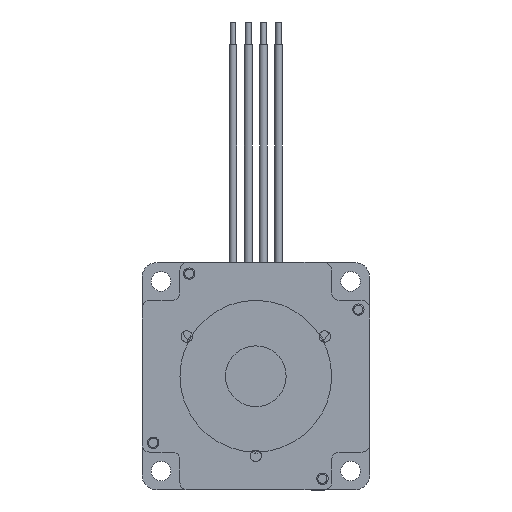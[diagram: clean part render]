
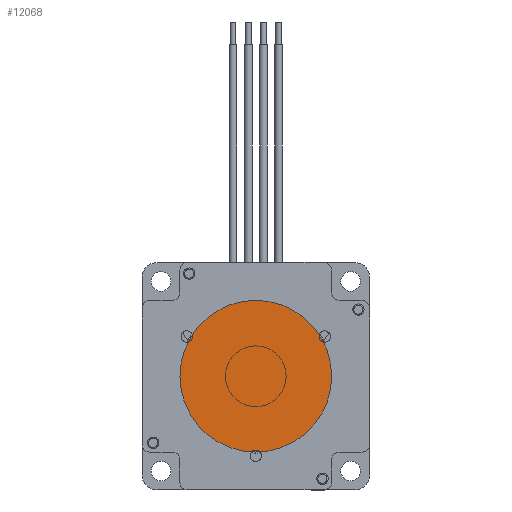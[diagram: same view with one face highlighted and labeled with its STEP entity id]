
A CAD part, front view. The second image highlights one B-rep face of the part: STEP entity #12068.
In plain terms, the highlighted face is planar.
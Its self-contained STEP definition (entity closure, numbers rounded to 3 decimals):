
#736 = CIRCLE ( 'NONE', #38689, 20. ) ;
#4106 = DIRECTION ( 'NONE',  ( 0., 0., 1. ) ) ;
#4335 = CARTESIAN_POINT ( 'NONE',  ( 0., 0., 0.05 ) ) ;
#9160 = VERTEX_POINT ( 'NONE', #37405 ) ;
#9860 = ORIENTED_EDGE ( 'NONE', *, *, #14959, .T. ) ;
#12068 = ADVANCED_FACE ( 'NONE', ( #47544 ), #16436, .T. ) ;
#12652 = DIRECTION ( 'NONE',  ( 0., 0., 1. ) ) ;
#14785 = VERTEX_POINT ( 'NONE', #39161 ) ;
#14959 = EDGE_CURVE ( 'NONE', #14785, #9160, #50013, .T. ) ;
#16436 = PLANE ( 'NONE',  #18529 ) ;
#16936 = DIRECTION ( 'NONE',  ( 1., 0., 0. ) ) ;
#18529 = AXIS2_PLACEMENT_3D ( 'NONE', #4335, #12652, #16936 ) ;
#19768 = DIRECTION ( 'NONE',  ( -1., 0., 0. ) ) ;
#21748 = AXIS2_PLACEMENT_3D ( 'NONE', #24936, #27754, #22163 ) ;
#22163 = DIRECTION ( 'NONE',  ( -1., 0., 0. ) ) ;
#23765 = EDGE_LOOP ( 'NONE', ( #44485, #9860 ) ) ;
#24936 = CARTESIAN_POINT ( 'NONE',  ( 0., 0., 0.05 ) ) ;
#27754 = DIRECTION ( 'NONE',  ( 0., 0., 1. ) ) ;
#30501 = EDGE_CURVE ( 'NONE', #9160, #14785, #736, .T. ) ;
#37405 = CARTESIAN_POINT ( 'NONE',  ( -20., 0., 0.05 ) ) ;
#38689 = AXIS2_PLACEMENT_3D ( 'NONE', #47062, #4106, #19768 ) ;
#39161 = CARTESIAN_POINT ( 'NONE',  ( 20., 0., 0.05 ) ) ;
#44485 = ORIENTED_EDGE ( 'NONE', *, *, #30501, .T. ) ;
#47062 = CARTESIAN_POINT ( 'NONE',  ( 0., 0., 0.05 ) ) ;
#47544 = FACE_OUTER_BOUND ( 'NONE', #23765, .T. ) ;
#50013 = CIRCLE ( 'NONE', #21748, 20. ) ;
